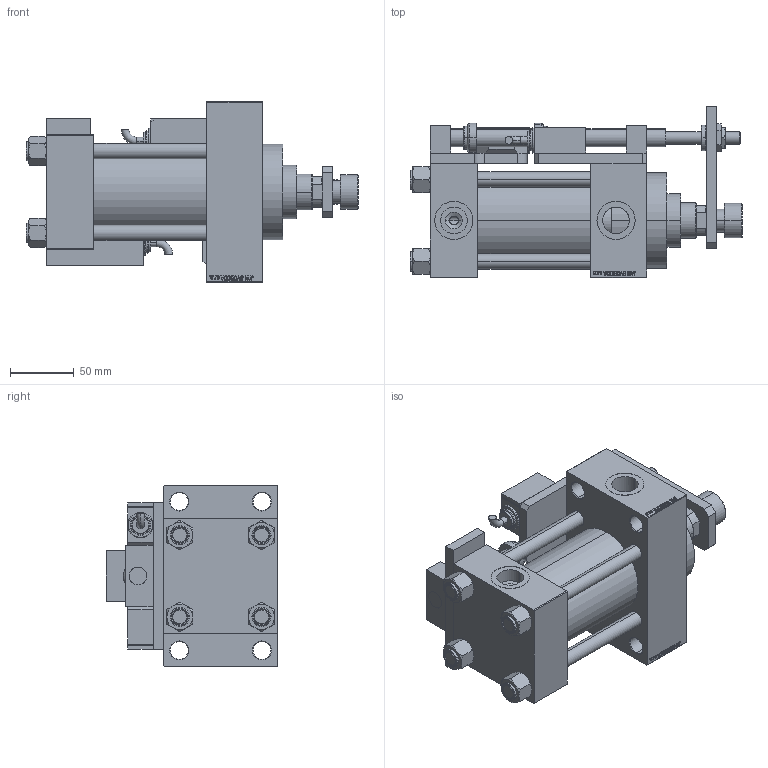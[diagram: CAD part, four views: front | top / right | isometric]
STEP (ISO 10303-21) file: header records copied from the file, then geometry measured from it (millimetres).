
FILE_DESCRIPTION (( 'STEP AP203' ), '1' );
FILE_NAME ('cfcd.STEP', '2022-04-16T21:40:15', ( '' ), ( '' ), 'SwSTEP 2.0', 'SolidWorks 2019', '' );
FILE_SCHEMA (( 'CONFIG_CONTROL_DESIGN' ));
Length unit declared in the file: millimetre
Products named in the file (17): V215CD_SWITCH_Q_SWITCH 91e6a23e0c120bb417fc54018448ad54; V215CD_D_TYCINKA 91e6a23e0c120bb417fc54018448ad54; cfcd; V215CD_SWITCH_Q_MAGNET 91e6a23e0c120bb417fc54018448ad54; V215CR_ROD_END_F 91e6a23e0c120bb417fc54018448ad54; V215CD_VC_A 91e6a23e0c120bb417fc54018448ad54; V215CD_VCP_D 91e6a23e0c120bb417fc54018448ad54; V215CD_SWITCH_Q_PODLOZKA_BACK 91e6a23e0c120bb417fc54018448ad54; V215CD_NUT_M5_D 91e6a23e0c120bb417fc54018448ad54; V215CD_SWITCH_Q_PODLOZKA_FRONT 91e6a23e0c120bb417fc54018448ad54; V215CD_D_Body 91e6a23e0c120bb417fc54018448ad54; V215CD_SWITCH_Q_ZARAZKA 91e6a23e0c120bb417fc54018448ad54; V215CD_SWITCH_Q_TYC 91e6a23e0c120bb417fc54018448ad54; V215CD_SWITCH_Q_BLOK 91e6a23e0c120bb417fc54018448ad54; V215CD_SWITCH_Q_NUT10 91e6a23e0c120bb417fc54018448ad54; V215CD_SWITCH_Q_NUT 91e6a23e0c120bb417fc54018448ad54; V215CD_SWITCH_Q_DIMA 91e6a23e0c120bb417fc54018448ad54
Assembly tree (25 placements, depth 2):
  cfcd
    V215CD_D_Body 91e6a23e0c120bb417fc54018448ad54
    V215CD_VC_A 91e6a23e0c120bb417fc54018448ad54
    V215CD_VCP_D 91e6a23e0c120bb417fc54018448ad54
    V215CD_D_TYCINKA 91e6a23e0c120bb417fc54018448ad54  x4
    V215CD_NUT_M5_D 91e6a23e0c120bb417fc54018448ad54  x4
    V215CR_ROD_END_F 91e6a23e0c120bb417fc54018448ad54
    V215CD_SWITCH_Q_BLOK 91e6a23e0c120bb417fc54018448ad54  x2
    V215CD_SWITCH_Q_DIMA 91e6a23e0c120bb417fc54018448ad54
    V215CD_SWITCH_Q_MAGNET 91e6a23e0c120bb417fc54018448ad54  x2
    V215CD_SWITCH_Q_NUT 91e6a23e0c120bb417fc54018448ad54
    V215CD_SWITCH_Q_NUT10 91e6a23e0c120bb417fc54018448ad54
    V215CD_SWITCH_Q_PODLOZKA_BACK 91e6a23e0c120bb417fc54018448ad54
    V215CD_SWITCH_Q_PODLOZKA_FRONT 91e6a23e0c120bb417fc54018448ad54
    V215CD_SWITCH_Q_SWITCH 91e6a23e0c120bb417fc54018448ad54  x2
    V215CD_SWITCH_Q_TYC 91e6a23e0c120bb417fc54018448ad54
    V215CD_SWITCH_Q_ZARAZKA 91e6a23e0c120bb417fc54018448ad54
Bounding box: 261 x 135 x 142 mm (x, y, z)
Volume: 1428356.9 mm3; surface area: 309649.6 mm2
Topology: 25 solids, 25 shells, 1353 faces, 3309 edges, 2138 vertices
Faces by surface type: plane 624, bspline 368, cylinder 164, cone 157, torus 40
Entity records: 53563 total; most frequent: CARTESIAN_POINT 26021, ORIENTED_EDGE 5786, DIRECTION 4124, EDGE_CURVE 2893, VERTEX_POINT 1890, LINE 1722, VECTOR 1722, EDGE_LOOP 1323
